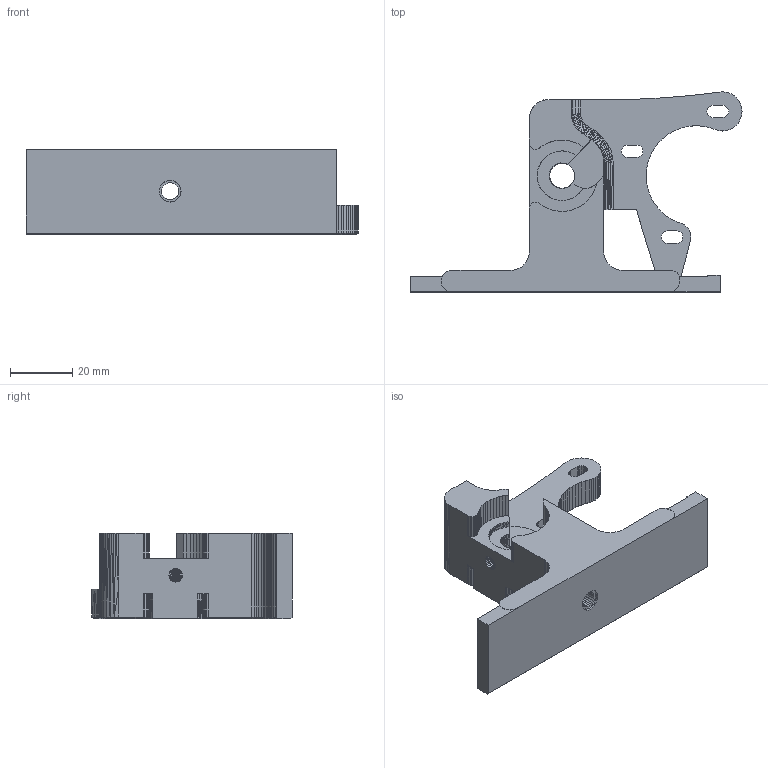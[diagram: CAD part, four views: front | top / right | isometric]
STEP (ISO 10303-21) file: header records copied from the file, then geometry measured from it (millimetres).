
FILE_DESCRIPTION((''),'2;1');
FILE_NAME('Flexystruder_0.2_mod_quickfit.stp','2013-11-25T23:45:26',('piercet'),(''),'Autodesk Inventor 2013','Autodesk Inventor 2013','');
FILE_SCHEMA(('AUTOMOTIVE_DESIGN { 1 0 10303 214 1 1 1 1 }'));
Length unit declared in the file: millimetre
Products named in the file (1): quickfit1
Bounding box: 107.06 x 64.55 x 27.5 mm (x, y, z)
Volume: 52156.8 mm3; surface area: 20167.3 mm2
Topology: 1 solids, 1 shells, 2546 faces, 4901 edges, 2357 vertices
Faces by surface type: plane 2546
Entity records: 59474 total; most frequent: DIRECTION 9995, CARTESIAN_POINT 9805, ORIENTED_EDGE 9802, VECTOR 4901, LINE 4901, EDGE_CURVE 4901, EDGE_LOOP 2568, AXIS2_PLACEMENT_3D 2547
